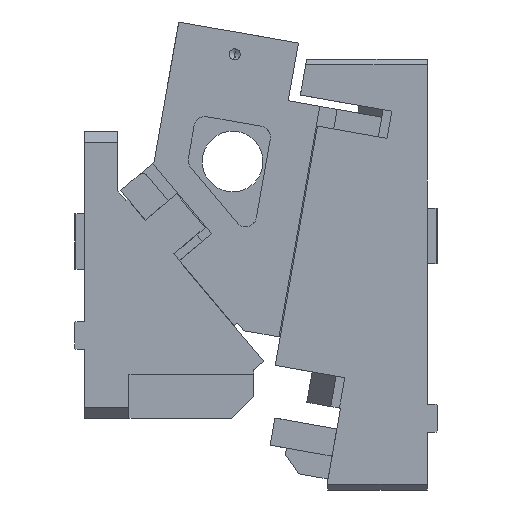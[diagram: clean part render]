
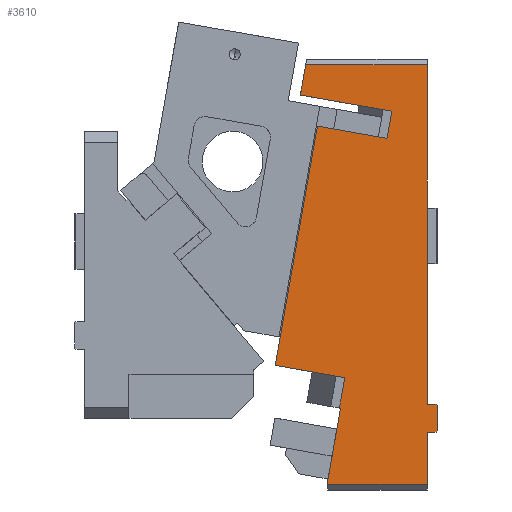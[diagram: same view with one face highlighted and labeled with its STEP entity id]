
A CAD part, left-side view. The second image highlights one B-rep face of the part: STEP entity #3610.
In plain terms, the highlighted planar face has unit normal (-1, 0, 0).
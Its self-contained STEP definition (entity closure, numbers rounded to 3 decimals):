
#278=CARTESIAN_POINT('Vertex',(-75.,-91.343,-340.027)) ;
#325=CARTESIAN_POINT('Vertex',(-75.,-92.327,-340.201)) ;
#328=CARTESIAN_POINT('Line Origine',(-75.,-91.835,-340.114)) ;
#407=CARTESIAN_POINT('Vertex',(-75.,-138.749,-71.175)) ;
#410=CARTESIAN_POINT('Line Origine',(-75.,-97.387,-63.882)) ;
#414=CARTESIAN_POINT('Vertex',(-75.,-56.025,-56.588)) ;
#466=CARTESIAN_POINT('Line Origine',(-75.,-58.44,-42.891)) ;
#470=CARTESIAN_POINT('Vertex',(-75.,-60.855,-29.193)) ;
#735=CARTESIAN_POINT('Vertex',(-75.,-170.797,-29.193)) ;
#738=CARTESIAN_POINT('Line Origine',(-75.,-170.797,-182.943)) ;
#742=CARTESIAN_POINT('Vertex',(-75.,-170.797,-336.693)) ;
#1064=CARTESIAN_POINT('Vertex',(-75.,-170.797,-409.193)) ;
#1108=CARTESIAN_POINT('Vertex',(-75.,-170.797,-361.693)) ;
#1111=CARTESIAN_POINT('Line Origine',(-75.,-170.797,-385.443)) ;
#1354=CARTESIAN_POINT('Vertex',(-75.,-80.797,-409.193)) ;
#1357=CARTESIAN_POINT('Line Origine',(-75.,-80.797,-407.394)) ;
#1361=CARTESIAN_POINT('Vertex',(-75.,-80.797,-405.594)) ;
#1641=CARTESIAN_POINT('Line Origine',(-75.,-86.562,-372.898)) ;
#1796=CARTESIAN_POINT('Line Origine',(-75.,-136.578,-83.485)) ;
#1800=CARTESIAN_POINT('Vertex',(-75.,-134.407,-95.795)) ;
#1803=CARTESIAN_POINT('Line Origine',(-75.,-93.774,-326.24)) ;
#1807=CARTESIAN_POINT('Vertex',(-75.,-96.205,-312.453)) ;
#1862=CARTESIAN_POINT('Line Origine',(-75.,-115.826,-29.193)) ;
#2380=CARTESIAN_POINT('Line Origine',(-75.,-125.797,-409.193)) ;
#2958=CARTESIAN_POINT('Vertex',(-75.,-71.38,-84.681)) ;
#2961=CARTESIAN_POINT('Line Origine',(-75.,-102.893,-90.238)) ;
#2975=CARTESIAN_POINT('Line Origine',(-75.,-52.278,-193.01)) ;
#2979=CARTESIAN_POINT('Vertex',(-75.,-33.177,-301.339)) ;
#3001=CARTESIAN_POINT('Line Origine',(-75.,-64.691,-306.896)) ;
#3449=CARTESIAN_POINT('Line Origine',(-75.,-174.797,-361.693)) ;
#3453=CARTESIAN_POINT('Vertex',(-75.,-178.797,-361.693)) ;
#3484=CARTESIAN_POINT('Vertex',(-75.,-179.797,-360.693)) ;
#3489=CARTESIAN_POINT('Line Origine',(-75.,-179.297,-361.193)) ;
#3513=CARTESIAN_POINT('Line Origine',(-75.,-174.797,-336.693)) ;
#3517=CARTESIAN_POINT('Vertex',(-75.,-178.797,-336.693)) ;
#3560=CARTESIAN_POINT('Line Origine',(-75.,-179.797,-349.193)) ;
#3564=CARTESIAN_POINT('Vertex',(-75.,-179.797,-337.693)) ;
#3579=CARTESIAN_POINT('Axis2P3D Location',(-75.,-5.319,-344.152)) ;
#3584=CARTESIAN_POINT('Line Origine',(-75.,-179.297,-337.193)) ;
#329=DIRECTION('Vector Direction',(0.,-0.985,-0.174)) ;
#411=DIRECTION('Vector Direction',(0.,-0.985,-0.174)) ;
#467=DIRECTION('Vector Direction',(0.,-0.174,0.985)) ;
#739=DIRECTION('Vector Direction',(0.,0.,-1.)) ;
#1112=DIRECTION('Vector Direction',(0.,0.,-1.)) ;
#1358=DIRECTION('Vector Direction',(0.,0.,-1.)) ;
#1642=DIRECTION('Vector Direction',(0.,-0.174,0.985)) ;
#1797=DIRECTION('Vector Direction',(0.,-0.174,0.985)) ;
#1804=DIRECTION('Vector Direction',(0.,-0.174,0.985)) ;
#1863=DIRECTION('Vector Direction',(0.,1.,0.)) ;
#2381=DIRECTION('Vector Direction',(0.,-1.,0.)) ;
#2962=DIRECTION('Vector Direction',(0.,0.985,0.174)) ;
#2976=DIRECTION('Vector Direction',(0.,0.174,-0.985)) ;
#3002=DIRECTION('Vector Direction',(0.,0.985,0.174)) ;
#3450=DIRECTION('Vector Direction',(0.,-1.,0.)) ;
#3490=DIRECTION('Vector Direction',(0.,-0.707,0.707)) ;
#3514=DIRECTION('Vector Direction',(0.,-1.,0.)) ;
#3561=DIRECTION('Vector Direction',(0.,0.,-1.)) ;
#3580=DIRECTION('Axis2P3D Direction',(-1.,0.,0.)) ;
#3581=DIRECTION('Axis2P3D XDirection',(0.,0.,1.)) ;
#3585=DIRECTION('Vector Direction',(0.,0.707,0.707)) ;
#3582=AXIS2_PLACEMENT_3D('Plane Axis2P3D',#3579,#3580,#3581) ;
#3590=ORIENTED_EDGE('',*,*,#3519,.F.) ;
#3591=ORIENTED_EDGE('',*,*,#744,.F.) ;
#3592=ORIENTED_EDGE('',*,*,#1866,.T.) ;
#3593=ORIENTED_EDGE('',*,*,#472,.F.) ;
#3594=ORIENTED_EDGE('',*,*,#416,.T.) ;
#3595=ORIENTED_EDGE('',*,*,#1802,.F.) ;
#3596=ORIENTED_EDGE('',*,*,#2965,.T.) ;
#3597=ORIENTED_EDGE('',*,*,#2981,.T.) ;
#3598=ORIENTED_EDGE('',*,*,#3005,.F.) ;
#3599=ORIENTED_EDGE('',*,*,#1809,.F.) ;
#3600=ORIENTED_EDGE('',*,*,#332,.T.) ;
#3601=ORIENTED_EDGE('',*,*,#1645,.F.) ;
#3602=ORIENTED_EDGE('',*,*,#1363,.T.) ;
#3603=ORIENTED_EDGE('',*,*,#2384,.T.) ;
#3604=ORIENTED_EDGE('',*,*,#1115,.F.) ;
#3605=ORIENTED_EDGE('',*,*,#3455,.T.) ;
#3606=ORIENTED_EDGE('',*,*,#3493,.F.) ;
#3607=ORIENTED_EDGE('',*,*,#3566,.F.) ;
#3608=ORIENTED_EDGE('',*,*,#3588,.F.) ;
#330=VECTOR('Line Direction',#329,1.) ;
#412=VECTOR('Line Direction',#411,1.) ;
#468=VECTOR('Line Direction',#467,1.) ;
#740=VECTOR('Line Direction',#739,1.) ;
#1113=VECTOR('Line Direction',#1112,1.) ;
#1359=VECTOR('Line Direction',#1358,1.) ;
#1643=VECTOR('Line Direction',#1642,1.) ;
#1798=VECTOR('Line Direction',#1797,1.) ;
#1805=VECTOR('Line Direction',#1804,1.) ;
#1864=VECTOR('Line Direction',#1863,1.) ;
#2382=VECTOR('Line Direction',#2381,1.) ;
#2963=VECTOR('Line Direction',#2962,1.) ;
#2977=VECTOR('Line Direction',#2976,1.) ;
#3003=VECTOR('Line Direction',#3002,1.) ;
#3451=VECTOR('Line Direction',#3450,1.) ;
#3491=VECTOR('Line Direction',#3490,1.) ;
#3515=VECTOR('Line Direction',#3514,1.) ;
#3562=VECTOR('Line Direction',#3561,1.) ;
#3586=VECTOR('Line Direction',#3585,1.) ;
#3610=ADVANCED_FACE('CAM HOLDER',(#3609),#3583,.T.) ;
#332=EDGE_CURVE('',#279,#326,#331,.T.) ;
#416=EDGE_CURVE('',#415,#408,#413,.T.) ;
#472=EDGE_CURVE('',#415,#471,#469,.T.) ;
#744=EDGE_CURVE('',#736,#743,#741,.T.) ;
#1115=EDGE_CURVE('',#1109,#1065,#1114,.T.) ;
#1363=EDGE_CURVE('',#1362,#1355,#1360,.T.) ;
#1645=EDGE_CURVE('',#1362,#326,#1644,.T.) ;
#1802=EDGE_CURVE('',#1801,#408,#1799,.T.) ;
#1809=EDGE_CURVE('',#279,#1808,#1806,.T.) ;
#1866=EDGE_CURVE('',#736,#471,#1865,.T.) ;
#2384=EDGE_CURVE('',#1355,#1065,#2383,.T.) ;
#2965=EDGE_CURVE('',#1801,#2959,#2964,.T.) ;
#2981=EDGE_CURVE('',#2959,#2980,#2978,.T.) ;
#3005=EDGE_CURVE('',#1808,#2980,#3004,.T.) ;
#3455=EDGE_CURVE('',#1109,#3454,#3452,.T.) ;
#3493=EDGE_CURVE('',#3485,#3454,#3492,.F.) ;
#3519=EDGE_CURVE('',#743,#3518,#3516,.T.) ;
#3566=EDGE_CURVE('',#3565,#3485,#3563,.T.) ;
#3588=EDGE_CURVE('',#3518,#3565,#3587,.F.) ;
#3589=EDGE_LOOP('',(#3590,#3591,#3592,#3593,#3594,#3595,#3596,#3597,#3598,#3599,#3600,#3601,#3602,#3603,#3604,#3605,#3606,#3607,#3608)) ;
#3609=FACE_OUTER_BOUND('',#3589,.T.) ;
#331=LINE('Line',#328,#330) ;
#413=LINE('Line',#410,#412) ;
#469=LINE('Line',#466,#468) ;
#741=LINE('Line',#738,#740) ;
#1114=LINE('Line',#1111,#1113) ;
#1360=LINE('Line',#1357,#1359) ;
#1644=LINE('Line',#1641,#1643) ;
#1799=LINE('Line',#1796,#1798) ;
#1806=LINE('Line',#1803,#1805) ;
#1865=LINE('Line',#1862,#1864) ;
#2383=LINE('Line',#2380,#2382) ;
#2964=LINE('Line',#2961,#2963) ;
#2978=LINE('Line',#2975,#2977) ;
#3004=LINE('Line',#3001,#3003) ;
#3452=LINE('Line',#3449,#3451) ;
#3492=LINE('Line',#3489,#3491) ;
#3516=LINE('Line',#3513,#3515) ;
#3563=LINE('Line',#3560,#3562) ;
#3587=LINE('Line',#3584,#3586) ;
#3583=PLANE('Plane',#3582) ;
#279=VERTEX_POINT('',#278) ;
#326=VERTEX_POINT('',#325) ;
#408=VERTEX_POINT('',#407) ;
#415=VERTEX_POINT('',#414) ;
#471=VERTEX_POINT('',#470) ;
#736=VERTEX_POINT('',#735) ;
#743=VERTEX_POINT('',#742) ;
#1065=VERTEX_POINT('',#1064) ;
#1109=VERTEX_POINT('',#1108) ;
#1355=VERTEX_POINT('',#1354) ;
#1362=VERTEX_POINT('',#1361) ;
#1801=VERTEX_POINT('',#1800) ;
#1808=VERTEX_POINT('',#1807) ;
#2959=VERTEX_POINT('',#2958) ;
#2980=VERTEX_POINT('',#2979) ;
#3454=VERTEX_POINT('',#3453) ;
#3485=VERTEX_POINT('',#3484) ;
#3518=VERTEX_POINT('',#3517) ;
#3565=VERTEX_POINT('',#3564) ;
